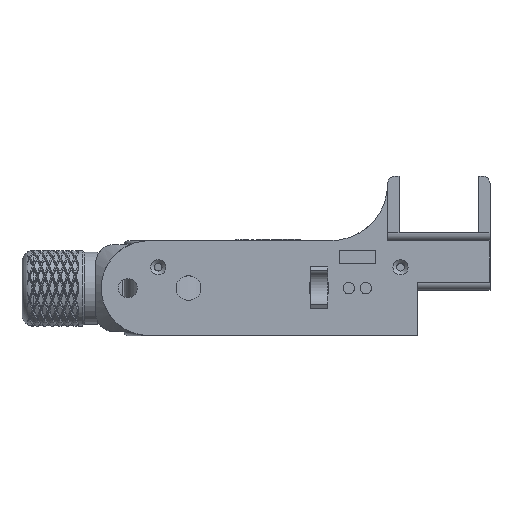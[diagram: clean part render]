
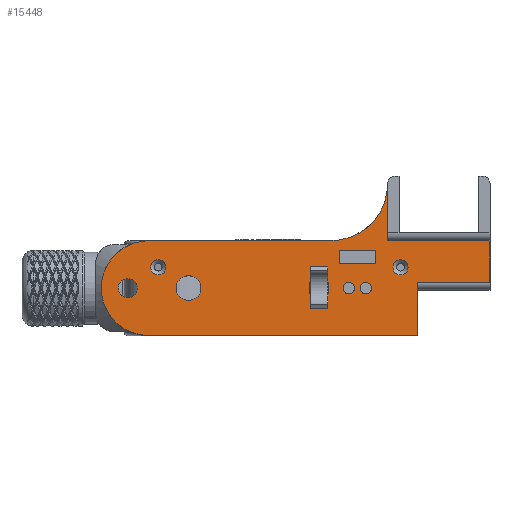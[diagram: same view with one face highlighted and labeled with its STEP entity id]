
A CAD part, top view. The second image highlights one B-rep face of the part: STEP entity #15448.
In plain terms, the highlighted planar face has unit normal (0, 0, 1).
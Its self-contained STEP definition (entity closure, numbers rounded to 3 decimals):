
#2680=LINE('',#37502,#3324);
#2681=LINE('',#37504,#3325);
#2682=LINE('',#37508,#3326);
#2683=LINE('',#37512,#3327);
#2684=LINE('',#37514,#3328);
#2685=LINE('',#37516,#3329);
#2686=LINE('',#37517,#3330);
#2687=LINE('',#37520,#3331);
#2688=LINE('',#37522,#3332);
#2689=LINE('',#37524,#3333);
#2690=LINE('',#37526,#3334);
#2691=LINE('',#37528,#3335);
#2692=LINE('',#37530,#3336);
#2693=LINE('',#37532,#3337);
#2694=LINE('',#37533,#3338);
#2695=LINE('',#37542,#3339);
#2696=LINE('',#37544,#3340);
#2697=LINE('',#37546,#3341);
#2698=LINE('',#37547,#3342);
#3324=VECTOR('',#17488,10.);
#3325=VECTOR('',#17489,10.);
#3326=VECTOR('',#17492,10.);
#3327=VECTOR('',#17495,10.);
#3328=VECTOR('',#17496,10.);
#3329=VECTOR('',#17497,10.);
#3330=VECTOR('',#17498,10.);
#3331=VECTOR('',#17499,10.);
#3332=VECTOR('',#17500,10.);
#3333=VECTOR('',#17501,10.);
#3334=VECTOR('',#17502,10.);
#3335=VECTOR('',#17503,10.);
#3336=VECTOR('',#17504,10.);
#3337=VECTOR('',#17505,10.);
#3338=VECTOR('',#17506,10.);
#3339=VECTOR('',#17513,10.);
#3340=VECTOR('',#17514,10.);
#3341=VECTOR('',#17515,10.);
#3342=VECTOR('',#17516,10.);
#3727=FACE_BOUND('',#5761,.T.);
#3728=FACE_BOUND('',#5762,.T.);
#3729=FACE_BOUND('',#5763,.T.);
#3730=FACE_BOUND('',#5764,.T.);
#3731=FACE_BOUND('',#5765,.T.);
#3732=FACE_BOUND('',#5766,.T.);
#3733=FACE_BOUND('',#5767,.T.);
#3734=FACE_BOUND('',#5768,.T.);
#4699=FACE_OUTER_BOUND('',#5760,.T.);
#5760=EDGE_LOOP('',(#13847,#13848,#13849,#13850,#13851,#13852,#13853,#13854,
#13855));
#5761=EDGE_LOOP('',(#13856,#13857,#13858,#13859,#13860,#13861,#13862,#13863));
#5762=EDGE_LOOP('',(#13864));
#5763=EDGE_LOOP('',(#13865));
#5764=EDGE_LOOP('',(#13866));
#5765=EDGE_LOOP('',(#13867,#13868,#13869,#13870));
#5766=EDGE_LOOP('',(#13871));
#5767=EDGE_LOOP('',(#13872));
#5768=EDGE_LOOP('',(#13873));
#5977=CIRCLE('',#16023,15.);
#5978=CIRCLE('',#16024,12.5);
#5979=CIRCLE('',#16025,2.);
#5980=CIRCLE('',#16026,2.);
#5981=CIRCLE('',#16027,2.5);
#5982=CIRCLE('',#16028,1.5);
#5983=CIRCLE('',#16029,1.5);
#5984=CIRCLE('',#16030,3.25);
#7179=VERTEX_POINT('',#37500);
#7180=VERTEX_POINT('',#37501);
#7181=VERTEX_POINT('',#37503);
#7182=VERTEX_POINT('',#37505);
#7183=VERTEX_POINT('',#37507);
#7184=VERTEX_POINT('',#37509);
#7185=VERTEX_POINT('',#37511);
#7186=VERTEX_POINT('',#37513);
#7187=VERTEX_POINT('',#37515);
#7188=VERTEX_POINT('',#37518);
#7189=VERTEX_POINT('',#37519);
#7190=VERTEX_POINT('',#37521);
#7191=VERTEX_POINT('',#37523);
#7192=VERTEX_POINT('',#37525);
#7193=VERTEX_POINT('',#37527);
#7194=VERTEX_POINT('',#37529);
#7195=VERTEX_POINT('',#37531);
#7196=VERTEX_POINT('',#37534);
#7197=VERTEX_POINT('',#37536);
#7198=VERTEX_POINT('',#37538);
#7199=VERTEX_POINT('',#37540);
#7200=VERTEX_POINT('',#37541);
#7201=VERTEX_POINT('',#37543);
#7202=VERTEX_POINT('',#37545);
#7203=VERTEX_POINT('',#37548);
#7204=VERTEX_POINT('',#37550);
#7205=VERTEX_POINT('',#37552);
#9425=EDGE_CURVE('',#7179,#7180,#2680,.T.);
#9426=EDGE_CURVE('',#7180,#7181,#2681,.T.);
#9427=EDGE_CURVE('',#7181,#7182,#5977,.T.);
#9428=EDGE_CURVE('',#7182,#7183,#2682,.T.);
#9429=EDGE_CURVE('',#7183,#7184,#5978,.T.);
#9430=EDGE_CURVE('',#7185,#7184,#2683,.T.);
#9431=EDGE_CURVE('',#7186,#7185,#2684,.T.);
#9432=EDGE_CURVE('',#7187,#7186,#2685,.T.);
#9433=EDGE_CURVE('',#7179,#7187,#2686,.T.);
#9434=EDGE_CURVE('',#7188,#7189,#2687,.T.);
#9435=EDGE_CURVE('',#7189,#7190,#2688,.T.);
#9436=EDGE_CURVE('',#7190,#7191,#2689,.T.);
#9437=EDGE_CURVE('',#7191,#7192,#2690,.T.);
#9438=EDGE_CURVE('',#7192,#7193,#2691,.T.);
#9439=EDGE_CURVE('',#7193,#7194,#2692,.T.);
#9440=EDGE_CURVE('',#7194,#7195,#2693,.T.);
#9441=EDGE_CURVE('',#7195,#7188,#2694,.T.);
#9442=EDGE_CURVE('',#7196,#7196,#5979,.T.);
#9443=EDGE_CURVE('',#7197,#7197,#5980,.T.);
#9444=EDGE_CURVE('',#7198,#7198,#5981,.T.);
#9445=EDGE_CURVE('',#7199,#7200,#2695,.T.);
#9446=EDGE_CURVE('',#7200,#7201,#2696,.T.);
#9447=EDGE_CURVE('',#7201,#7202,#2697,.T.);
#9448=EDGE_CURVE('',#7202,#7199,#2698,.T.);
#9449=EDGE_CURVE('',#7203,#7203,#5982,.T.);
#9450=EDGE_CURVE('',#7204,#7204,#5983,.T.);
#9451=EDGE_CURVE('',#7205,#7205,#5984,.T.);
#13847=ORIENTED_EDGE('',*,*,#9425,.T.);
#13848=ORIENTED_EDGE('',*,*,#9426,.T.);
#13849=ORIENTED_EDGE('',*,*,#9427,.T.);
#13850=ORIENTED_EDGE('',*,*,#9428,.T.);
#13851=ORIENTED_EDGE('',*,*,#9429,.T.);
#13852=ORIENTED_EDGE('',*,*,#9430,.F.);
#13853=ORIENTED_EDGE('',*,*,#9431,.F.);
#13854=ORIENTED_EDGE('',*,*,#9432,.F.);
#13855=ORIENTED_EDGE('',*,*,#9433,.F.);
#13856=ORIENTED_EDGE('',*,*,#9434,.T.);
#13857=ORIENTED_EDGE('',*,*,#9435,.T.);
#13858=ORIENTED_EDGE('',*,*,#9436,.T.);
#13859=ORIENTED_EDGE('',*,*,#9437,.T.);
#13860=ORIENTED_EDGE('',*,*,#9438,.T.);
#13861=ORIENTED_EDGE('',*,*,#9439,.T.);
#13862=ORIENTED_EDGE('',*,*,#9440,.T.);
#13863=ORIENTED_EDGE('',*,*,#9441,.T.);
#13864=ORIENTED_EDGE('',*,*,#9442,.F.);
#13865=ORIENTED_EDGE('',*,*,#9443,.F.);
#13866=ORIENTED_EDGE('',*,*,#9444,.T.);
#13867=ORIENTED_EDGE('',*,*,#9445,.T.);
#13868=ORIENTED_EDGE('',*,*,#9446,.T.);
#13869=ORIENTED_EDGE('',*,*,#9447,.T.);
#13870=ORIENTED_EDGE('',*,*,#9448,.T.);
#13871=ORIENTED_EDGE('',*,*,#9449,.T.);
#13872=ORIENTED_EDGE('',*,*,#9450,.T.);
#13873=ORIENTED_EDGE('',*,*,#9451,.T.);
#14446=PLANE('',#16022);
#15448=ADVANCED_FACE('',(#4699,#3727,#3728,#3729,#3730,#3731,#3732,#3733,
#3734),#14446,.T.);
#16022=AXIS2_PLACEMENT_3D('',#37499,#17486,#17487);
#16023=AXIS2_PLACEMENT_3D('',#37506,#17490,#17491);
#16024=AXIS2_PLACEMENT_3D('',#37510,#17493,#17494);
#16025=AXIS2_PLACEMENT_3D('',#37535,#17507,#17508);
#16026=AXIS2_PLACEMENT_3D('',#37537,#17509,#17510);
#16027=AXIS2_PLACEMENT_3D('',#37539,#17511,#17512);
#16028=AXIS2_PLACEMENT_3D('',#37549,#17517,#17518);
#16029=AXIS2_PLACEMENT_3D('',#37551,#17519,#17520);
#16030=AXIS2_PLACEMENT_3D('',#37553,#17521,#17522);
#17486=DIRECTION('center_axis',(0.,0.,1.));
#17487=DIRECTION('ref_axis',(-1.,0.,0.));
#17488=DIRECTION('',(-1.,0.,0.));
#17489=DIRECTION('',(0.,1.,0.));
#17490=DIRECTION('center_axis',(0.,0.,-1.));
#17491=DIRECTION('ref_axis',(0.,-1.,0.));
#17492=DIRECTION('',(-1.,0.,0.));
#17493=DIRECTION('center_axis',(0.,0.,1.));
#17494=DIRECTION('ref_axis',(-1.,0.,0.));
#17495=DIRECTION('',(-1.,0.,0.));
#17496=DIRECTION('',(0.,-1.,0.));
#17497=DIRECTION('',(-1.,0.,0.));
#17498=DIRECTION('',(0.,-1.,0.));
#17499=DIRECTION('',(-1.,0.,0.));
#17500=DIRECTION('',(0.,1.,0.));
#17501=DIRECTION('',(-1.,0.,0.));
#17502=DIRECTION('',(0.,1.,0.));
#17503=DIRECTION('',(1.,0.,0.));
#17504=DIRECTION('',(0.,-1.,0.));
#17505=DIRECTION('',(1.,0.,0.));
#17506=DIRECTION('',(0.,-1.,0.));
#17507=DIRECTION('center_axis',(0.,0.,1.));
#17508=DIRECTION('ref_axis',(-1.,0.,0.));
#17509=DIRECTION('center_axis',(0.,0.,1.));
#17510=DIRECTION('ref_axis',(-1.,0.,0.));
#17511=DIRECTION('center_axis',(0.,0.,-1.));
#17512=DIRECTION('ref_axis',(-1.,0.,0.));
#17513=DIRECTION('',(0.,1.,0.));
#17514=DIRECTION('',(1.,0.,0.));
#17515=DIRECTION('',(0.,-1.,0.));
#17516=DIRECTION('',(-1.,0.,0.));
#17517=DIRECTION('center_axis',(0.,0.,-1.));
#17518=DIRECTION('ref_axis',(1.,0.,0.));
#17519=DIRECTION('center_axis',(0.,0.,-1.));
#17520=DIRECTION('ref_axis',(1.,0.,0.));
#17521=DIRECTION('center_axis',(0.,0.,-1.));
#17522=DIRECTION('ref_axis',(-1.,0.,0.));
#37499=CARTESIAN_POINT('Origin',(108.35,-48.25,57.));
#37500=CARTESIAN_POINT('',(159.6,-43.25,57.));
#37501=CARTESIAN_POINT('',(132.605,-43.25,57.));
#37502=CARTESIAN_POINT('',(69.6,-43.25,57.));
#37503=CARTESIAN_POINT('',(132.605,-28.25,57.));
#37504=CARTESIAN_POINT('',(132.605,-43.25,57.));
#37505=CARTESIAN_POINT('',(117.605,-43.25,57.));
#37506=CARTESIAN_POINT('Origin',(117.605,-28.25,57.));
#37507=CARTESIAN_POINT('',(69.6,-43.25,57.));
#37508=CARTESIAN_POINT('',(117.105,-43.25,57.));
#37509=CARTESIAN_POINT('',(69.6,-68.25,57.));
#37510=CARTESIAN_POINT('Origin',(69.6,-55.75,57.));
#37511=CARTESIAN_POINT('',(140.6,-68.25,57.));
#37512=CARTESIAN_POINT('',(140.6,-68.25,57.));
#37513=CARTESIAN_POINT('',(140.6,-54.25,57.));
#37514=CARTESIAN_POINT('',(140.6,-66.25,57.));
#37515=CARTESIAN_POINT('',(159.6,-54.25,57.));
#37516=CARTESIAN_POINT('',(159.6,-54.25,57.));
#37517=CARTESIAN_POINT('',(159.6,-51.25,57.));
#37518=CARTESIAN_POINT('',(117.105,-57.25,57.));
#37519=CARTESIAN_POINT('',(112.105,-57.25,57.));
#37520=CARTESIAN_POINT('',(112.727,-57.25,57.));
#37521=CARTESIAN_POINT('',(112.105,-57.23,57.));
#37522=CARTESIAN_POINT('',(112.105,-52.75,57.));
#37523=CARTESIAN_POINT('',(112.1,-57.23,57.));
#37524=CARTESIAN_POINT('',(110.225,-57.23,57.));
#37525=CARTESIAN_POINT('',(112.1,-54.23,57.));
#37526=CARTESIAN_POINT('',(112.1,-52.74,57.));
#37527=CARTESIAN_POINT('',(117.1,-54.23,57.));
#37528=CARTESIAN_POINT('',(112.725,-54.23,57.));
#37529=CARTESIAN_POINT('',(117.1,-54.25,57.));
#37530=CARTESIAN_POINT('',(117.1,-51.24,57.));
#37531=CARTESIAN_POINT('',(117.105,-54.25,57.));
#37532=CARTESIAN_POINT('',(110.227,-54.25,57.));
#37533=CARTESIAN_POINT('',(117.105,-51.25,57.));
#37534=CARTESIAN_POINT('',(74.105,-50.248,57.));
#37535=CARTESIAN_POINT('Origin',(72.105,-50.248,57.));
#37536=CARTESIAN_POINT('',(138.,-50.248,57.));
#37537=CARTESIAN_POINT('Origin',(136.,-50.248,57.));
#37538=CARTESIAN_POINT('',(66.605,-55.75,57.));
#37539=CARTESIAN_POINT('Origin',(64.105,-55.75,57.));
#37540=CARTESIAN_POINT('',(119.855,-49.25,57.));
#37541=CARTESIAN_POINT('',(119.855,-45.75,57.));
#37542=CARTESIAN_POINT('',(119.855,-48.75,57.));
#37543=CARTESIAN_POINT('',(129.355,-45.75,57.));
#37544=CARTESIAN_POINT('',(114.102,-45.75,57.));
#37545=CARTESIAN_POINT('',(129.355,-49.25,57.));
#37546=CARTESIAN_POINT('',(129.355,-47.,57.));
#37547=CARTESIAN_POINT('',(118.852,-49.25,57.));
#37548=CARTESIAN_POINT('',(120.855,-55.75,57.));
#37549=CARTESIAN_POINT('Origin',(122.355,-55.75,57.));
#37550=CARTESIAN_POINT('',(125.355,-55.75,57.));
#37551=CARTESIAN_POINT('Origin',(126.855,-55.75,57.));
#37552=CARTESIAN_POINT('',(83.355,-55.75,57.));
#37553=CARTESIAN_POINT('Origin',(80.105,-55.75,57.));
